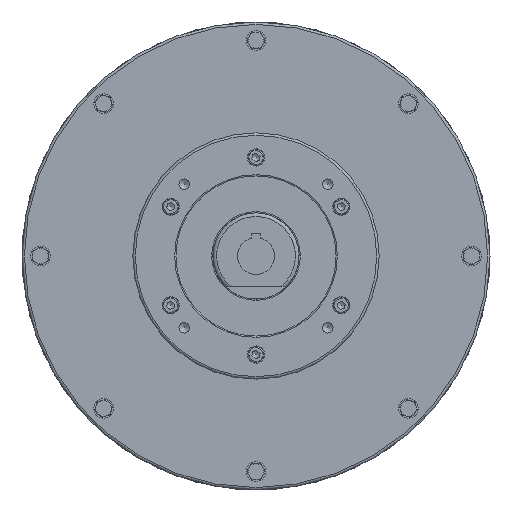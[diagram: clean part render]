
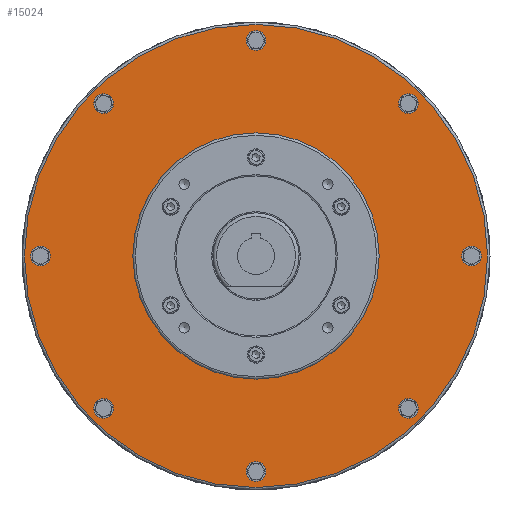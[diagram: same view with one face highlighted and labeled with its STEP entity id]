
A CAD part, left-side view. The second image highlights one B-rep face of the part: STEP entity #15024.
In plain terms, the highlighted planar face has unit normal (-1, 0, 0).
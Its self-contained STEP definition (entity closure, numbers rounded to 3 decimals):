
#2721=FACE_BOUND('',#4867,.T.);
#2722=FACE_BOUND('',#4868,.T.);
#2723=FACE_BOUND('',#4869,.T.);
#2724=FACE_BOUND('',#4870,.T.);
#2725=FACE_BOUND('',#4871,.T.);
#2726=FACE_BOUND('',#4872,.T.);
#2727=FACE_BOUND('',#4873,.T.);
#2728=FACE_BOUND('',#4874,.T.);
#2729=FACE_BOUND('',#4875,.T.);
#3545=FACE_OUTER_BOUND('',#4866,.T.);
#4866=EDGE_LOOP('',(#11229));
#4867=EDGE_LOOP('',(#11230));
#4868=EDGE_LOOP('',(#11231));
#4869=EDGE_LOOP('',(#11232));
#4870=EDGE_LOOP('',(#11233));
#4871=EDGE_LOOP('',(#11234));
#4872=EDGE_LOOP('',(#11235));
#4873=EDGE_LOOP('',(#11236));
#4874=EDGE_LOOP('',(#11237));
#4875=EDGE_LOOP('',(#11238));
#5972=CIRCLE('',#16119,8.);
#5989=CIRCLE('',#16161,8.);
#5995=CIRCLE('',#16171,8.);
#6012=CIRCLE('',#16213,8.);
#6018=CIRCLE('',#16223,8.);
#6035=CIRCLE('',#16265,8.);
#6041=CIRCLE('',#16275,8.);
#6058=CIRCLE('',#16317,8.);
#6080=CIRCLE('',#16385,188.);
#6081=CIRCLE('',#16386,60.);
#6929=VERTEX_POINT('',#23087);
#6958=VERTEX_POINT('',#23206);
#6964=VERTEX_POINT('',#23222);
#6993=VERTEX_POINT('',#23341);
#6999=VERTEX_POINT('',#23357);
#7028=VERTEX_POINT('',#23476);
#7034=VERTEX_POINT('',#23492);
#7063=VERTEX_POINT('',#23611);
#7121=VERTEX_POINT('',#23845);
#7122=VERTEX_POINT('',#23847);
#8389=EDGE_CURVE('',#6929,#6929,#5972,.T.);
#8430=EDGE_CURVE('',#6958,#6958,#5989,.T.);
#8436=EDGE_CURVE('',#6964,#6964,#5995,.T.);
#8477=EDGE_CURVE('',#6993,#6993,#6012,.T.);
#8483=EDGE_CURVE('',#6999,#6999,#6018,.T.);
#8524=EDGE_CURVE('',#7028,#7028,#6035,.T.);
#8530=EDGE_CURVE('',#7034,#7034,#6041,.T.);
#8571=EDGE_CURVE('',#7063,#7063,#6058,.T.);
#8653=EDGE_CURVE('',#7121,#7121,#6080,.T.);
#8654=EDGE_CURVE('',#7122,#7122,#6081,.T.);
#11229=ORIENTED_EDGE('',*,*,#8653,.T.);
#11230=ORIENTED_EDGE('',*,*,#8389,.T.);
#11231=ORIENTED_EDGE('',*,*,#8430,.T.);
#11232=ORIENTED_EDGE('',*,*,#8436,.T.);
#11233=ORIENTED_EDGE('',*,*,#8477,.T.);
#11234=ORIENTED_EDGE('',*,*,#8483,.T.);
#11235=ORIENTED_EDGE('',*,*,#8524,.T.);
#11236=ORIENTED_EDGE('',*,*,#8530,.T.);
#11237=ORIENTED_EDGE('',*,*,#8571,.T.);
#11238=ORIENTED_EDGE('',*,*,#8654,.T.);
#13266=PLANE('',#16384);
#15024=ADVANCED_FACE('',(#3545,#2721,#2722,#2723,#2724,#2725,#2726,#2727,
#2728,#2729),#13266,.F.);
#16119=AXIS2_PLACEMENT_3D('',#23088,#18753,#18754);
#16161=AXIS2_PLACEMENT_3D('',#23207,#18849,#18850);
#16171=AXIS2_PLACEMENT_3D('',#23223,#18869,#18870);
#16213=AXIS2_PLACEMENT_3D('',#23342,#18965,#18966);
#16223=AXIS2_PLACEMENT_3D('',#23358,#18985,#18986);
#16265=AXIS2_PLACEMENT_3D('',#23477,#19081,#19082);
#16275=AXIS2_PLACEMENT_3D('',#23493,#19101,#19102);
#16317=AXIS2_PLACEMENT_3D('',#23612,#19197,#19198);
#16384=AXIS2_PLACEMENT_3D('',#23844,#19367,#19368);
#16385=AXIS2_PLACEMENT_3D('',#23846,#19369,#19370);
#16386=AXIS2_PLACEMENT_3D('',#23848,#19371,#19372);
#18753=DIRECTION('center_axis',(1.,0.,0.));
#18754=DIRECTION('ref_axis',(0.,0.707,-0.707));
#18849=DIRECTION('center_axis',(1.,0.,0.));
#18850=DIRECTION('ref_axis',(0.,0.,
-1.));
#18869=DIRECTION('center_axis',(1.,0.,0.));
#18870=DIRECTION('ref_axis',(0.,-0.707,-0.707));
#18965=DIRECTION('center_axis',(1.,0.,0.));
#18966=DIRECTION('ref_axis',(0.,-1.,0.));
#18985=DIRECTION('center_axis',(1.,0.,0.));
#18986=DIRECTION('ref_axis',(0.,-0.707,0.707));
#19081=DIRECTION('center_axis',(1.,0.,0.));
#19082=DIRECTION('ref_axis',(0.,0.,
1.));
#19101=DIRECTION('center_axis',(1.,0.,0.));
#19102=DIRECTION('ref_axis',(0.,0.707,0.707));
#19197=DIRECTION('center_axis',(1.,0.,0.));
#19198=DIRECTION('ref_axis',(0.,1.,0.));
#19367=DIRECTION('center_axis',(1.,0.,0.));
#19368=DIRECTION('ref_axis',(0.,0.,1.));
#19369=DIRECTION('center_axis',(-1.,0.,0.));
#19370=DIRECTION('ref_axis',(0.,0.,
-1.));
#19371=DIRECTION('center_axis',(1.,0.,0.));
#19372=DIRECTION('ref_axis',(0.,-1.,0.));
#23087=CARTESIAN_POINT('',(-235.,118.087,129.401));
#23088=CARTESIAN_POINT('Origin',(-235.,123.744,123.744));
#23206=CARTESIAN_POINT('',(-235.,175.,8.));
#23207=CARTESIAN_POINT('Origin',(-235.,175.,0.));
#23222=CARTESIAN_POINT('',(-235.,129.401,-118.087));
#23223=CARTESIAN_POINT('Origin',(-235.,123.744,-123.744));
#23341=CARTESIAN_POINT('',(-235.,8.,-175.));
#23342=CARTESIAN_POINT('Origin',(-235.,0.,
-175.));
#23357=CARTESIAN_POINT('',(-235.,-118.087,-129.401));
#23358=CARTESIAN_POINT('Origin',(-235.,-123.744,-123.744));
#23476=CARTESIAN_POINT('',(-235.,-175.,-8.));
#23477=CARTESIAN_POINT('Origin',(-235.,-175.,0.));
#23492=CARTESIAN_POINT('',(-235.,-129.401,118.087));
#23493=CARTESIAN_POINT('Origin',(-235.,-123.744,123.744));
#23611=CARTESIAN_POINT('',(-235.,-8.,175.));
#23612=CARTESIAN_POINT('Origin',(-235.,0.,
175.));
#23844=CARTESIAN_POINT('Origin',(-235.,0.,
44.8));
#23845=CARTESIAN_POINT('',(-235.,0.,188.));
#23846=CARTESIAN_POINT('Origin',(-235.,0.,
0.));
#23847=CARTESIAN_POINT('',(-235.,0.,60.));
#23848=CARTESIAN_POINT('Origin',(-235.,0.,0.));
